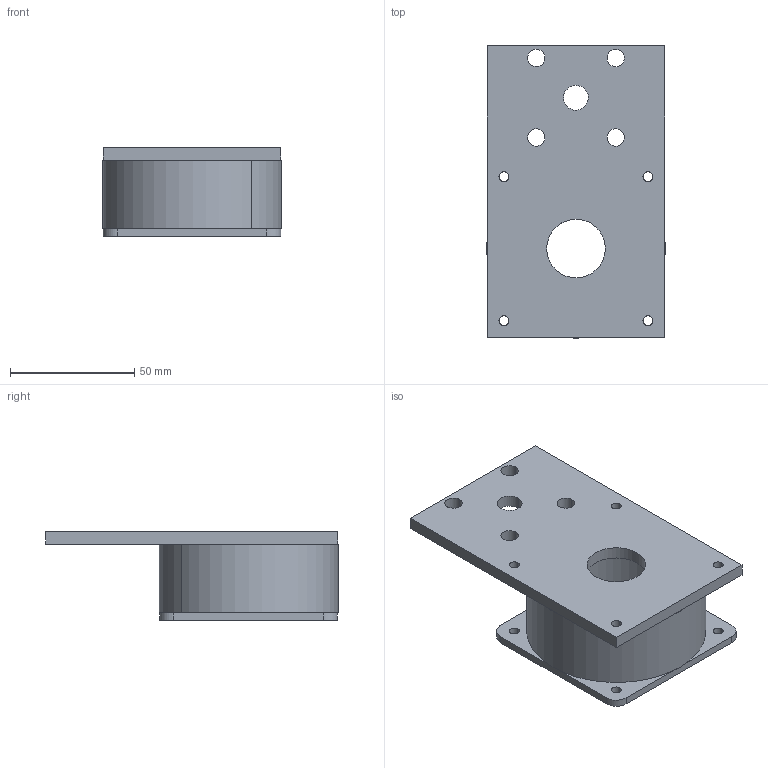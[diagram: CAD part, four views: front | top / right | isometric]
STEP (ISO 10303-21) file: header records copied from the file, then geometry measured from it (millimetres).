
FILE_DESCRIPTION(/* description */ (''),/* implementation_level */ '2;1');
FILE_NAME(/* name */ '3-motor-slipring-support',/* time_stamp */ '2024-10-21T11:42:17+02:00',/* author */ (''),/* organization */ (''),/* preprocessor_version */ 'ST-DEVELOPER v16.5',/* originating_system */ 'Rhino 7.37',/* authorisation */ '');
FILE_SCHEMA (('CONFIG_CONTROL_DESIGN'));
Length unit declared in the file: centimetre
Products named in the file (1): Document
Bounding box: 72.08 x 117.7 x 35.68 mm (x, y, z)
Volume: 113015.6 mm3; surface area: 41499 mm2
Topology: 3 solids, 3 shells, 52 faces, 138 edges, 92 vertices
Faces by surface type: cylinder 38, plane 14
Entity records: 1663 total; most frequent: CARTESIAN_POINT 643, ORIENTED_EDGE 276, EDGE_CURVE 138, VERTEX_POINT 92, EDGE_LOOP 84, DIRECTION 56, AXIS2_PLACEMENT_3D 54, ADVANCED_FACE 52
